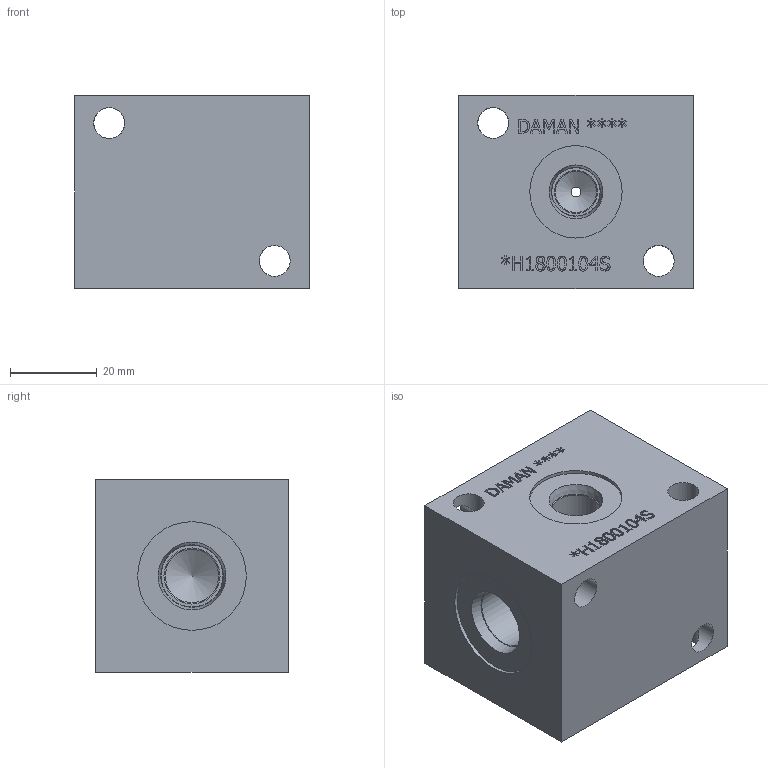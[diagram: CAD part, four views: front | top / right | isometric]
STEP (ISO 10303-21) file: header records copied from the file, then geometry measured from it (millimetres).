
FILE_DESCRIPTION(/* description */ (''),/* implementation_level */ '2;1');
FILE_NAME(/* name */ '_H1800104S.stp',/* time_stamp */ '2020-05-04T11:16:32-04:00',/* author */ ('devonn'),/* organization */ (''),/* preprocessor_version */ 'ST-DEVELOPER v17',/* originating_system */ 'Autodesk Inventor 2019',/* authorisation */ '');
FILE_SCHEMA (('AUTOMOTIVE_DESIGN { 1 0 10303 214 3 1 1 }'));
Length unit declared in the file: millimetre
Products named in the file (1): Part_AH1800104S_3D
Bounding box: 53.98 x 44.45 x 44.45 mm (x, y, z)
Volume: 89317 mm3; surface area: 20114.7 mm2
Topology: 1 solids, 1 shells, 359 faces, 974 edges, 649 vertices
Faces by surface type: plane 235, bspline 81, cylinder 27, cone 16
Full cylindrical faces by diameter (mm): 7.137 x8, 9.525 x2, 9.881 x2, 11.125 x2, 12.294 x2, 12.395 x1, 12.9 x1, 12.903 x1, 14.275 x2, 14.529 x2, 21.285 x2, 25.019 x2
Entity records: 11992 total; most frequent: CARTESIAN_POINT 3034, ORIENTED_EDGE 1944, DIRECTION 1463, EDGE_CURVE 972, LINE 715, VECTOR 715, VERTEX_POINT 649, EDGE_LOOP 407
